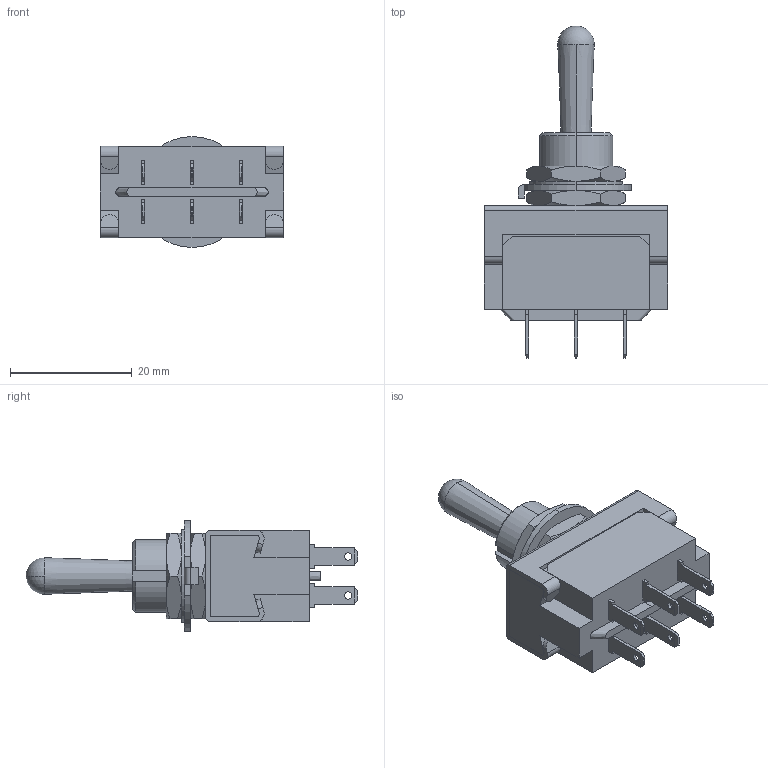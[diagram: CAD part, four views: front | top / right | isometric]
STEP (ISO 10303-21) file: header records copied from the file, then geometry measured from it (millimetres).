
FILE_DESCRIPTION (( 'STEP AP203' ), '1' );
FILE_NAME ('BTP03.STEP', '2020-03-16T00:31:50', ( '' ), ( '' ), 'SwSTEP 2.0', 'SolidWorks 2018', '' );
FILE_SCHEMA (( 'CONFIG_CONTROL_DESIGN' ));
Length unit declared in the file: millimetre
Products named in the file (10): BTP03; 働乕僗 扨_2嬌(B僔儕乕僘); スリーブ組トグル単-2極(Bシリーズ); 9802 0457 20(リング)model; 9801 0063 20(ナット)model; 上組 スリーブ組 標準トグル単-2極(Bシリーズ); 3端子 (Bシリーズ); 壓慻 2嬌 3抂巕 (B僔儕乕僘); 9803 0458 20(L儚僢僔儍乕)model; 僼儗乕儉扨-2嬌僩僌儖(B僔儕乕僘)
Assembly tree (15 placements, depth 3):
  BTP03
    壓慻 2嬌 3抂巕 (B僔儕乕僘)
      働乕僗 扨_2嬌(B僔儕乕僘)
      3端子 (Bシリーズ)  x6
    上組 スリーブ組 標準トグル単-2極(Bシリーズ)
      僼儗乕儉扨-2嬌僩僌儖(B僔儕乕僘)
      スリーブ組トグル単-2極(Bシリーズ)
    9801 0063 20(ナット)model  x2
    9802 0457 20(リング)model
    9803 0458 20(L儚僢僔儍乕)model
Bounding box: 30.2 x 54.5 x 18.2 mm (x, y, z)
Volume: 9404.3 mm3; surface area: 6763.7 mm2
Topology: 13 solids, 13 shells, 339 faces, 870 edges, 564 vertices
Faces by surface type: plane 223, cylinder 79, cone 31, sphere 4, bspline 2
Entity records: 8926 total; most frequent: CARTESIAN_POINT 1677, DIRECTION 1274, ORIENTED_EDGE 1254, EDGE_CURVE 627, VECTOR 430, LINE 430, AXIS2_PLACEMENT_3D 422, VERTEX_POINT 413
